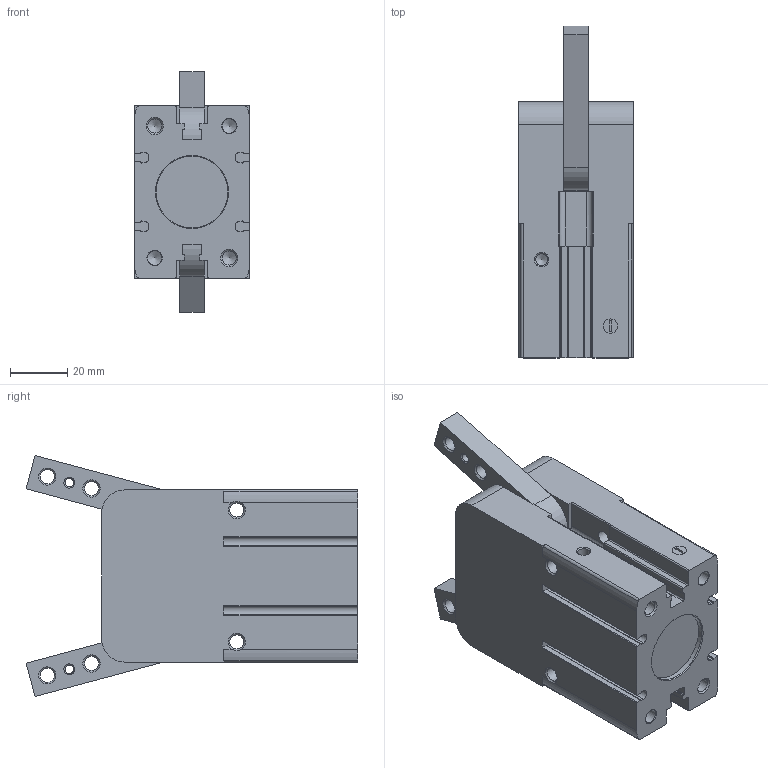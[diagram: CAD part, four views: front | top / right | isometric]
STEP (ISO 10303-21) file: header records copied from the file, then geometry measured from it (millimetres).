
FILE_DESCRIPTION(/* description */ ('STEP AP214'),/* implementation_level */ '2;1');
FILE_NAME(/* name */ '8133475_DHWC-32-A-S-NO',/* time_stamp */ '2024-08-19T21:52:38+02:00',/* author */ ('License CC BY-ND 4.0'),/* organization */ ('CADENAS'),/* preprocessor_version */ 'ST-DEVELOPER v19.3',/* originating_system */ 'PARTsolutions',/* authorisation */ ' ');
FILE_SCHEMA (('AUTOMOTIVE_DESIGN {1 0 10303 214 3 1 1}'));
Length unit declared in the file: millimetre
Products named in the file (4): 8133475 DHWC-32-A-S-NO---(0_high); 8133475 DHWC-32-A-S-NO---(high_h); 8133475 DHWC-32-A-S-NO---(high_J); 340115 M5
Assembly tree (4 placements, depth 2):
  8133475 DHWC-32-A-S-NO---(0_high)
    8133475 DHWC-32-A-S-NO---(high_h)
    8133475 DHWC-32-A-S-NO---(high_J)  x2
    340115 M5
Bounding box: 40 x 115.63 x 83.94 mm (x, y, z)
Volume: 194526.4 mm3; surface area: 39867.1 mm2
Topology: 4 solids, 4 shells, 263 faces, 727 edges, 471 vertices
Faces by surface type: cylinder 116, plane 105, cone 42
Full cylindrical faces by diameter (mm): 2.5 x1, 3 x2, 3.95 x1, 4.134 x2, 4.917 x12, 5 x11, 25 x1
Entity records: 7411 total; most frequent: DIRECTION 1307, CARTESIAN_POINT 1273, ORIENTED_EDGE 1168, EDGE_CURVE 584, AXIS2_PLACEMENT_3D 485, VERTEX_POINT 423, LINE 337, VECTOR 337
